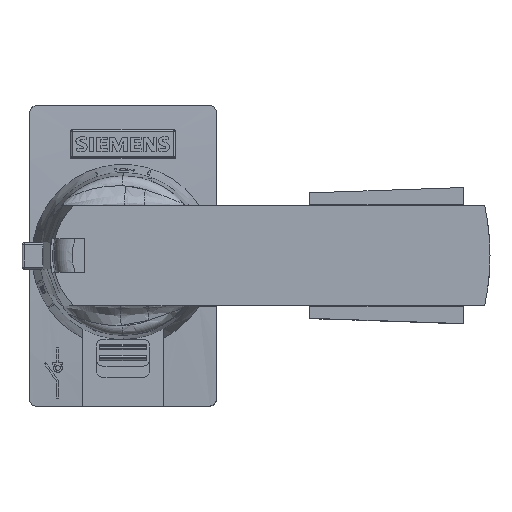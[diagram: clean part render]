
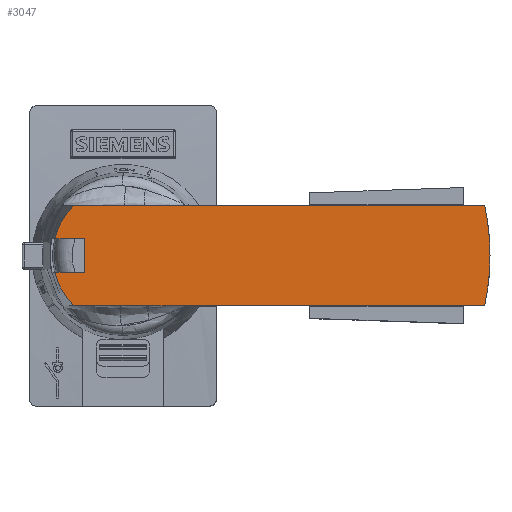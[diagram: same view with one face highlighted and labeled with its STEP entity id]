
A CAD part, top view. The second image highlights one B-rep face of the part: STEP entity #3047.
In plain terms, the highlighted planar face has unit normal (0, 0, 1).
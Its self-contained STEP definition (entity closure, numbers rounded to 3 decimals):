
#3047=ADVANCED_FACE('',(#8985),#8986,.T.);
#4461=VERTEX_POINT('',#10913);
#4481=VERTEX_POINT('',#10933);
#4485=EDGE_CURVE('',#4461,#4481,#10937,.T.);
#4525=VERTEX_POINT('',#10977);
#4529=VERTEX_POINT('',#10981);
#4531=EDGE_CURVE('',#4529,#4525,#10983,.F.);
#4551=VERTEX_POINT('',#11003);
#4555=EDGE_CURVE('',#4551,#4525,#11007,.T.);
#4625=VERTEX_POINT('',#11077);
#4629=EDGE_CURVE('',#4625,#4551,#11081,.T.);
#4635=VERTEX_POINT('',#11087);
#4639=VERTEX_POINT('',#11091);
#4641=EDGE_CURVE('',#4635,#4639,#11093,.T.);
#4685=EDGE_CURVE('',#4639,#4481,#11137,.T.);
#4781=VERTEX_POINT('',#11233);
#4785=EDGE_CURVE('',#4625,#4781,#11237,.F.);
#4857=EDGE_CURVE('',#4781,#4461,#11309,.T.);
#4859=EDGE_CURVE('',#4635,#4529,#11311,.T.);
#8985=FACE_OUTER_BOUND('',#17661,.T.);
#8986=PLANE('',#17662);
#10913=CARTESIAN_POINT('',(70.144,22.5,44.5));
#10933=CARTESIAN_POINT('',(69.343,30.0,44.5));
#10937=CIRCLE('',#20114,35.5);
#10977=CARTESIAN_POINT('',(9.407,20.0,44.5));
#10981=CARTESIAN_POINT('',(9.407,25.0,44.5));
#10983=LINE('',#20329,#20330);
#11003=CARTESIAN_POINT('',(4.924,20.0,44.5));
#11007=LINE('',#20392,#20393);
#11077=CARTESIAN_POINT('',(7.767,15.0,44.5));
#11081=CIRCLE('',#20543,10.517);
#11087=CARTESIAN_POINT('',(4.924,25.0,44.5));
#11091=CARTESIAN_POINT('',(7.767,30.0,44.5));
#11093=CIRCLE('',#20567,10.517);
#11137=LINE('',#20964,#20965);
#11233=CARTESIAN_POINT('',(69.343,15.0,44.5));
#11237=LINE('',#21293,#21294);
#11309=CIRCLE('',#21488,35.5);
#11311=LINE('',#21491,#21492);
#17661=EDGE_LOOP('',(#28280,#28281,#28282,#28283,#28284,#28285,#28286,#28287,#28288));
#17662=AXIS2_PLACEMENT_3D('',#28289,#28290,#28291);
#20114=AXIS2_PLACEMENT_3D('',#32991,#32992,#32993);
#20329=CARTESIAN_POINT('',(9.407,27.5,44.5));
#20330=VECTOR('',#33014,1.0);
#20392=CARTESIAN_POINT('',(9.14,20.0,44.5));
#20393=VECTOR('',#33018,1.0);
#20543=AXIS2_PLACEMENT_3D('',#33047,#33048,#33049);
#20567=AXIS2_PLACEMENT_3D('',#33053,#33054,#33055);
#20964=CARTESIAN_POINT('',(3.14,30.0,44.5));
#20965=VECTOR('',#33065,1.0);
#21293=CARTESIAN_POINT('',(3.14,15.0,44.5));
#21294=VECTOR('',#33104,1.0);
#21488=AXIS2_PLACEMENT_3D('',#33131,#33132,#33133);
#21491=CARTESIAN_POINT('',(9.14,25.0,44.5));
#21492=VECTOR('',#33134,1.0);
#28280=ORIENTED_EDGE('',*,*,#4531,.T.);
#28281=ORIENTED_EDGE('',*,*,#4555,.F.);
#28282=ORIENTED_EDGE('',*,*,#4629,.F.);
#28283=ORIENTED_EDGE('',*,*,#4785,.T.);
#28284=ORIENTED_EDGE('',*,*,#4857,.T.);
#28285=ORIENTED_EDGE('',*,*,#4485,.T.);
#28286=ORIENTED_EDGE('',*,*,#4685,.F.);
#28287=ORIENTED_EDGE('',*,*,#4641,.F.);
#28288=ORIENTED_EDGE('',*,*,#4859,.T.);
#28289=CARTESIAN_POINT('',(3.14,30.0,44.5));
#28290=DIRECTION('',(0.0,0.0,1.0));
#28291=DIRECTION('',(0.0,-1.0,0.0));
#32991=CARTESIAN_POINT('',(34.644,22.5,44.5));
#32992=DIRECTION('',(0.0,0.0,1.0));
#32993=DIRECTION('',(1.0,0.0,0.0));
#33014=DIRECTION('',(0.0,1.0,0.0));
#33018=DIRECTION('',(1.0,0.0,0.0));
#33047=CARTESIAN_POINT('',(15.14,22.5,44.5));
#33048=DIRECTION('',(0.0,0.0,-1.0));
#33049=DIRECTION('',(0.0,1.0,0.0));
#33053=CARTESIAN_POINT('',(15.14,22.5,44.5));
#33054=DIRECTION('',(0.0,0.0,-1.0));
#33055=DIRECTION('',(0.0,1.0,0.0));
#33065=DIRECTION('',(1.0,0.0,0.0));
#33104=DIRECTION('',(-1.0,0.0,0.0));
#33131=CARTESIAN_POINT('',(34.644,22.5,44.5));
#33132=DIRECTION('',(0.0,0.0,1.0));
#33133=DIRECTION('',(1.0,0.0,0.0));
#33134=DIRECTION('',(1.0,0.0,0.0));
